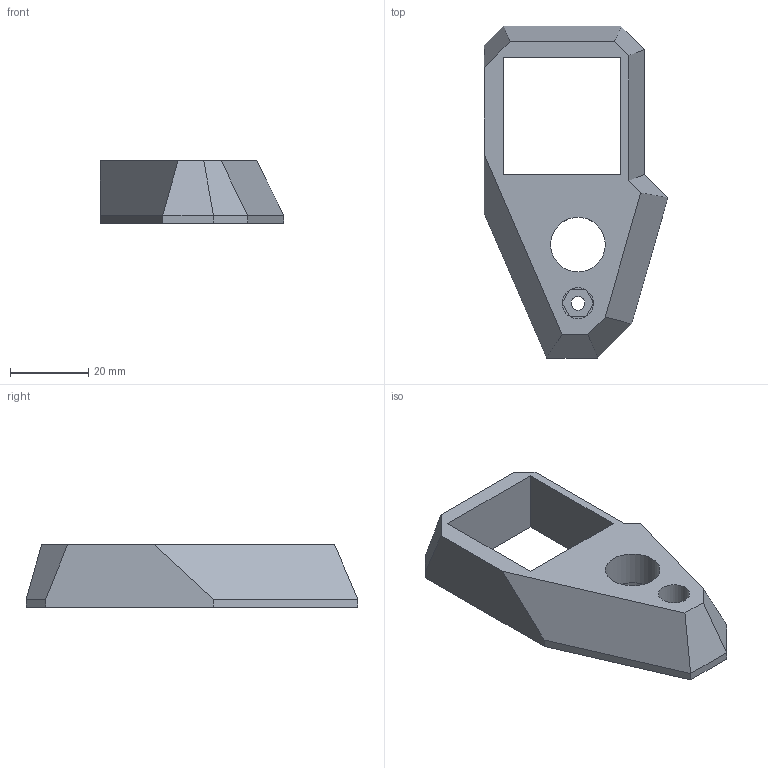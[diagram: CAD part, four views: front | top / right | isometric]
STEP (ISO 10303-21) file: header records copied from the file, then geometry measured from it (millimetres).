
FILE_DESCRIPTION(('FreeCAD Model'),'2;1');
FILE_NAME('Open CASCADE Shape Model','2025-09-06T18:38:37',( 'Benjamin W.'),('Chronic Mechatronic'), 'Open CASCADE STEP processor 7.8','FreeCAD','Unknown');
FILE_SCHEMA(('AUTOMOTIVE_DESIGN { 1 0 10303 214 1 1 1 1 }'));
Length unit declared in the file: millimetre
Products named in the file (1): Z-rod mount L
Bounding box: 47 x 85 x 16 mm (x, y, z)
Volume: 24687.3 mm3; surface area: 9995.6 mm2
Topology: 1 solids, 1 shells, 49 faces, 115 edges, 70 vertices
Faces by surface type: plane 39, cylinder 10
Full cylindrical faces by diameter (mm): 3.5 x1, 8 x1, 14 x1, 22 x1
Entity records: 1409 total; most frequent: DIRECTION 241, CARTESIAN_POINT 235, ORIENTED_EDGE 230, EDGE_CURVE 115, LINE 89, VECTOR 89, AXIS2_PLACEMENT_3D 76, VERTEX_POINT 70
